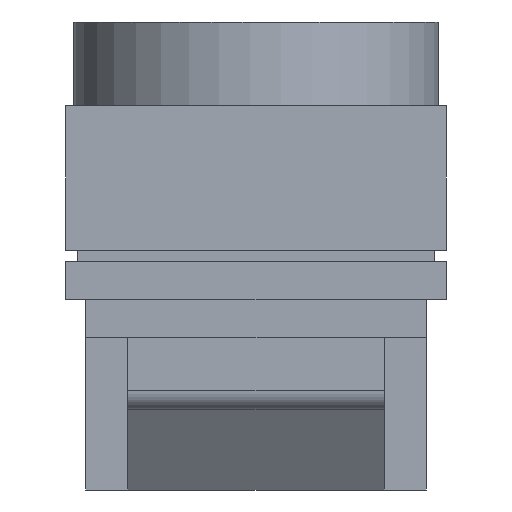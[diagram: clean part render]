
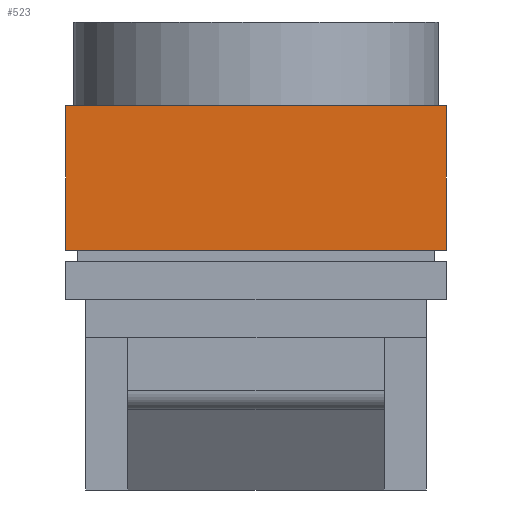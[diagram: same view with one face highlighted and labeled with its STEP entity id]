
A CAD part, left-side view. The second image highlights one B-rep face of the part: STEP entity #523.
In plain terms, the highlighted planar face has unit normal (-1, 0, 0).
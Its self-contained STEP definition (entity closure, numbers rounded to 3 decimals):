
#523 = ADVANCED_FACE( '', ( #1201 ), #1202, .F. );
#1201 = FACE_OUTER_BOUND( '', #2073, .T. );
#1202 = PLANE( '', #2074 );
#2073 = EDGE_LOOP( '', ( #3801, #3802, #3803, #3804 ) );
#2074 = AXIS2_PLACEMENT_3D( '', #3805, #3806, #3807 );
#3801 = ORIENTED_EDGE( '', *, *, #5802, .F. );
#3802 = ORIENTED_EDGE( '', *, *, #6036, .T. );
#3803 = ORIENTED_EDGE( '', *, *, #6037, .T. );
#3804 = ORIENTED_EDGE( '', *, *, #6038, .F. );
#3805 = CARTESIAN_POINT( '', ( -5., 5., 6. ) );
#3806 = DIRECTION( '', ( 1., 0., 0. ) );
#3807 = DIRECTION( '', ( 0., 0., -1. ) );
#5802 = EDGE_CURVE( '', #6975, #6968, #6977, .T. );
#6036 = EDGE_CURVE( '', #6975, #7336, #7337, .T. );
#6037 = EDGE_CURVE( '', #7336, #7338, #7339, .T. );
#6038 = EDGE_CURVE( '', #6968, #7338, #7340, .T. );
#6968 = VERTEX_POINT( '', #9038 );
#6975 = VERTEX_POINT( '', #9048 );
#6977 = LINE( '', #9051, #9052 );
#7336 = VERTEX_POINT( '', #9829 );
#7337 = LINE( '', #9830, #9831 );
#7338 = VERTEX_POINT( '', #9832 );
#7339 = LINE( '', #9833, #9834 );
#7340 = LINE( '', #9835, #9836 );
#9038 = CARTESIAN_POINT( '', ( -5., -5., 3.8 ) );
#9048 = CARTESIAN_POINT( '', ( -5., 5., 3.8 ) );
#9051 = CARTESIAN_POINT( '', ( -5., 5., 3.8 ) );
#9052 = VECTOR( '', #11138, 1000. );
#9829 = CARTESIAN_POINT( '', ( -5., 5., 0. ) );
#9830 = CARTESIAN_POINT( '', ( -5., 5., 6. ) );
#9831 = VECTOR( '', #11268, 1000. );
#9832 = CARTESIAN_POINT( '', ( -5., -5., 0. ) );
#9833 = CARTESIAN_POINT( '', ( -5., 5., 0. ) );
#9834 = VECTOR( '', #11269, 1000. );
#9835 = CARTESIAN_POINT( '', ( -5., -5., 6. ) );
#9836 = VECTOR( '', #11270, 1000. );
#11138 = DIRECTION( '', ( 0., -1., 0. ) );
#11268 = DIRECTION( '', ( 0., 0., -1. ) );
#11269 = DIRECTION( '', ( 0., -1., 0. ) );
#11270 = DIRECTION( '', ( 0., 0., -1. ) );
